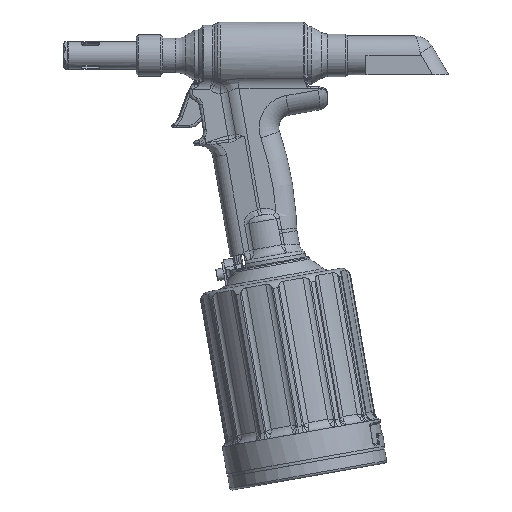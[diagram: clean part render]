
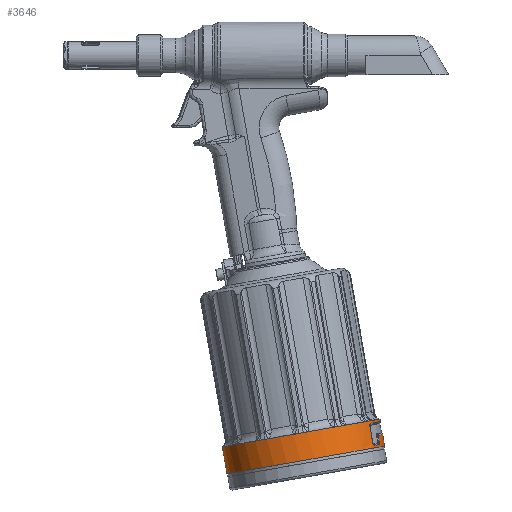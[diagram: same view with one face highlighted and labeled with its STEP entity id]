
A CAD part, front view. The second image highlights one B-rep face of the part: STEP entity #3646.
In plain terms, the highlighted cylindrical face has radius 55.309 mm (diameter 110.617 mm), a partial arc.
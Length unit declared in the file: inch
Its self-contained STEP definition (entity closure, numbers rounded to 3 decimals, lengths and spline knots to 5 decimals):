
#517=FACE_BOUND('',#5760,.T.);
#518=FACE_BOUND('',#5761,.T.);
#1399=B_SPLINE_CURVE_WITH_KNOTS('',3,(#29448,#29449,#29450,#29451),
 .UNSPECIFIED.,.F.,.F.,(4,4),(0.,1.),.UNSPECIFIED.);
#1402=B_SPLINE_CURVE_WITH_KNOTS('',3,(#29469,#29470,#29471,#29472),
 .UNSPECIFIED.,.F.,.F.,(4,4),(0.,1.),.UNSPECIFIED.);
#1403=B_SPLINE_CURVE_WITH_KNOTS('',3,(#29476,#29477,#29478,#29479),
 .UNSPECIFIED.,.F.,.F.,(4,4),(0.,1.),.UNSPECIFIED.);
#1405=B_SPLINE_CURVE_WITH_KNOTS('',3,(#29490,#29491,#29492,#29493,#29494,
#29495),.UNSPECIFIED.,.F.,.F.,(4,2,4),(0.,0.5,1.),.UNSPECIFIED.);
#1407=B_SPLINE_CURVE_WITH_KNOTS('',3,(#29519,#29520,#29521,#29522),
 .UNSPECIFIED.,.F.,.F.,(4,4),(0.,1.),.UNSPECIFIED.);
#1411=B_SPLINE_CURVE_WITH_KNOTS('',3,(#29543,#29544,#29545,#29546),
 .UNSPECIFIED.,.F.,.F.,(4,4),(0.,1.),.UNSPECIFIED.);
#1413=B_SPLINE_CURVE_WITH_KNOTS('',3,(#29568,#29569,#29570,#29571),
 .UNSPECIFIED.,.F.,.F.,(4,4),(0.,1.),.UNSPECIFIED.);
#1414=B_SPLINE_CURVE_WITH_KNOTS('',3,(#29575,#29576,#29577,#29578),
 .UNSPECIFIED.,.F.,.F.,(4,4),(0.,1.),.UNSPECIFIED.);
#1935=CYLINDRICAL_SURFACE('',#16540,2.1775);
#2458=CIRCLE('',#16057,2.1775);
#2575=CIRCLE('',#16260,2.1775);
#2577=CIRCLE('',#16265,2.1775);
#2580=CIRCLE('',#16274,2.1775);
#2695=CIRCLE('',#16434,2.1775);
#2738=CIRCLE('',#16539,2.1775);
#3646=ADVANCED_FACE('',(#517,#518),#1935,.T.);
#5760=EDGE_LOOP('',(#9480,#9481,#9482,#9483,#9484));
#5761=EDGE_LOOP('',(#9485,#9486,#9487,#9488,#9489,#9490,#9491,#9492,#9493,
#9494,#9495,#9496,#9497,#9498));
#9480=ORIENTED_EDGE('',*,*,#13321,.T.);
#9481=ORIENTED_EDGE('',*,*,#12957,.T.);
#9482=ORIENTED_EDGE('',*,*,#13675,.T.);
#9483=ORIENTED_EDGE('',*,*,#13264,.T.);
#9484=ORIENTED_EDGE('',*,*,#13532,.T.);
#9485=ORIENTED_EDGE('',*,*,#13226,.T.);
#9486=ORIENTED_EDGE('',*,*,#13222,.T.);
#9487=ORIENTED_EDGE('',*,*,#13224,.T.);
#9488=ORIENTED_EDGE('',*,*,#13228,.T.);
#9489=ORIENTED_EDGE('',*,*,#13232,.T.);
#9490=ORIENTED_EDGE('',*,*,#13236,.T.);
#9491=ORIENTED_EDGE('',*,*,#13240,.T.);
#9492=ORIENTED_EDGE('',*,*,#13244,.T.);
#9493=ORIENTED_EDGE('',*,*,#13247,.T.);
#9494=ORIENTED_EDGE('',*,*,#13246,.T.);
#9495=ORIENTED_EDGE('',*,*,#13242,.T.);
#9496=ORIENTED_EDGE('',*,*,#13238,.T.);
#9497=ORIENTED_EDGE('',*,*,#13234,.T.);
#9498=ORIENTED_EDGE('',*,*,#13230,.T.);
#11131=VERTEX_POINT('',#28179);
#11132=VERTEX_POINT('',#28180);
#11316=VERTEX_POINT('',#29442);
#11317=VERTEX_POINT('',#29447);
#11318=VERTEX_POINT('',#29457);
#11319=VERTEX_POINT('',#29461);
#11320=VERTEX_POINT('',#29468);
#11321=VERTEX_POINT('',#29475);
#11322=VERTEX_POINT('',#29485);
#11323=VERTEX_POINT('',#29489);
#11324=VERTEX_POINT('',#29518);
#11325=VERTEX_POINT('',#29528);
#11326=VERTEX_POINT('',#29535);
#11327=VERTEX_POINT('',#29542);
#11328=VERTEX_POINT('',#29567);
#11329=VERTEX_POINT('',#29574);
#11338=VERTEX_POINT('',#29630);
#11340=VERTEX_POINT('',#29661);
#11372=VERTEX_POINT('',#29886);
#12957=EDGE_CURVE('',#11131,#11132,#2458,.T.);
#13222=EDGE_CURVE('',#11316,#11317,#1399,.T.);
#13224=EDGE_CURVE('',#11317,#11318,#14340,.T.);
#13226=EDGE_CURVE('',#11319,#11316,#2575,.T.);
#13228=EDGE_CURVE('',#11318,#11320,#1402,.T.);
#13230=EDGE_CURVE('',#11321,#11319,#1403,.T.);
#13232=EDGE_CURVE('',#11320,#11322,#2577,.T.);
#13234=EDGE_CURVE('',#11323,#11321,#1405,.T.);
#13236=EDGE_CURVE('',#11322,#11324,#1407,.T.);
#13238=EDGE_CURVE('',#11325,#11323,#14341,.T.);
#13240=EDGE_CURVE('',#11324,#11326,#14342,.T.);
#13242=EDGE_CURVE('',#11327,#11325,#1411,.T.);
#13244=EDGE_CURVE('',#11326,#11328,#1413,.T.);
#13246=EDGE_CURVE('',#11329,#11327,#1414,.T.);
#13247=EDGE_CURVE('',#11328,#11329,#2580,.T.);
#13264=EDGE_CURVE('',#11340,#11338,#14347,.T.);
#13321=EDGE_CURVE('',#11372,#11131,#14374,.T.);
#13532=EDGE_CURVE('',#11338,#11372,#2695,.T.);
#13675=EDGE_CURVE('',#11132,#11340,#2738,.T.);
#14340=LINE('',#29458,#14929);
#14341=LINE('',#29529,#14930);
#14342=LINE('',#29536,#14931);
#14347=LINE('',#29660,#14936);
#14374=LINE('',#29885,#14963);
#14929=VECTOR('',#19416,1.);
#14930=VECTOR('',#19439,1.);
#14931=VECTOR('',#19442,1.);
#14936=VECTOR('',#19485,1.);
#14963=VECTOR('',#19604,1.);
#16057=AXIS2_PLACEMENT_3D('',#28178,#18968,#18969);
#16260=AXIS2_PLACEMENT_3D('',#29462,#19421,#19422);
#16265=AXIS2_PLACEMENT_3D('',#29486,#19431,#19432);
#16274=AXIS2_PLACEMENT_3D('',#29580,#19451,#19452);
#16434=AXIS2_PLACEMENT_3D('',#31665,#19806,#19807);
#16539=AXIS2_PLACEMENT_3D('',#32310,#20076,#20077);
#16540=AXIS2_PLACEMENT_3D('',#32311,#20078,#20079);
#18968=DIRECTION('',(-0.174,0.,0.985));
#18969=DIRECTION('',(0.,1.,0.));
#19416=DIRECTION('',(-0.174,0.,0.985));
#19421=DIRECTION('',(0.174,0.,-0.985));
#19422=DIRECTION('',(0.,1.,0.));
#19431=DIRECTION('',(-0.174,0.,0.985));
#19432=DIRECTION('',(0.,-1.,0.));
#19439=DIRECTION('',(0.174,0.,-0.985));
#19442=DIRECTION('',(0.174,0.,-0.985));
#19451=DIRECTION('',(0.174,0.,-0.985));
#19452=DIRECTION('',(0.,1.,0.));
#19485=DIRECTION('',(-0.174,0.,0.985));
#19604=DIRECTION('',(0.174,0.,-0.985));
#19806=DIRECTION('',(0.174,0.,-0.985));
#19807=DIRECTION('',(0.,1.,0.));
#20076=DIRECTION('',(-0.174,0.,0.985));
#20077=DIRECTION('',(0.,1.,0.));
#20078=DIRECTION('',(0.174,0.,-0.985));
#20079=DIRECTION('',(0.,1.,0.));
#28178=CARTESIAN_POINT('',(2.98235,0.,-10.98159));
#28179=CARTESIAN_POINT('',(1.76029,1.78931,-11.19707));
#28180=CARTESIAN_POINT('',(1.67375,1.72506,-11.21233));
#29442=CARTESIAN_POINT('',(4.85533,-1.03922,-10.58431));
#29447=CARTESIAN_POINT('',(4.79792,-1.11498,-10.50711));
#29448=CARTESIAN_POINT('',(4.85533,-1.03922,-10.58431));
#29449=CARTESIAN_POINT('',(4.83277,-1.0814,-10.58829));
#29450=CARTESIAN_POINT('',(4.80619,-1.11498,-10.554));
#29451=CARTESIAN_POINT('',(4.79792,-1.11498,-10.50711));
#29457=CARTESIAN_POINT('',(4.72152,-1.11498,-10.0738));
#29458=CARTESIAN_POINT('',(5.29895,-1.11498,-13.3486));
#29461=CARTESIAN_POINT('',(4.9557,-0.82435,-10.56661));
#29462=CARTESIAN_POINT('',(2.97089,0.,-10.91659));
#29468=CARTESIAN_POINT('',(4.74906,-1.03922,-9.98162));
#29469=CARTESIAN_POINT('',(4.72152,-1.11498,-10.0738));
#29470=CARTESIAN_POINT('',(4.71325,-1.11498,-10.02693));
#29471=CARTESIAN_POINT('',(4.72649,-1.08141,-9.9856));
#29472=CARTESIAN_POINT('',(4.74906,-1.03922,-9.98162));
#29475=CARTESIAN_POINT('',(4.95716,-0.82069,-10.56628));
#29476=CARTESIAN_POINT('',(4.95716,-0.82069,-10.56628));
#29477=CARTESIAN_POINT('',(4.95668,-0.82191,-10.56641));
#29478=CARTESIAN_POINT('',(4.95619,-0.82313,-10.56653));
#29479=CARTESIAN_POINT('',(4.9557,-0.82435,-10.56661));
#29485=CARTESIAN_POINT('',(4.74906,1.03922,-9.98162));
#29486=CARTESIAN_POINT('',(2.86462,0.,-10.3139));
#29489=CARTESIAN_POINT('',(4.97369,-0.73734,-10.47612));
#29490=CARTESIAN_POINT('',(4.97369,-0.73734,-10.47612));
#29491=CARTESIAN_POINT('',(4.97781,-0.73734,-10.49948));
#29492=CARTESIAN_POINT('',(4.97818,-0.74679,-10.5209));
#29493=CARTESIAN_POINT('',(4.9719,-0.77877,-10.55414));
#29494=CARTESIAN_POINT('',(4.96603,-0.79811,-10.56371));
#29495=CARTESIAN_POINT('',(4.95716,-0.82069,-10.56628));
#29518=CARTESIAN_POINT('',(4.72152,1.11498,-10.0738));
#29519=CARTESIAN_POINT('',(4.74906,1.03922,-9.98162));
#29520=CARTESIAN_POINT('',(4.7265,1.0814,-9.9856));
#29521=CARTESIAN_POINT('',(4.71325,1.11498,-10.02691));
#29522=CARTESIAN_POINT('',(4.72152,1.11498,-10.0738));
#29528=CARTESIAN_POINT('',(4.95008,-0.73734,-10.34219));
#29529=CARTESIAN_POINT('',(5.47472,-0.73734,-13.31761));
#29535=CARTESIAN_POINT('',(4.75486,1.11498,-10.26288));
#29536=CARTESIAN_POINT('',(5.29895,1.11498,-13.3486));
#29542=CARTESIAN_POINT('',(4.95427,-0.71232,-10.31508));
#29543=CARTESIAN_POINT('',(4.95427,-0.71232,-10.31508));
#29544=CARTESIAN_POINT('',(4.94985,-0.72562,-10.31654));
#29545=CARTESIAN_POINT('',(4.94773,-0.73726,-10.32871));
#29546=CARTESIAN_POINT('',(4.95008,-0.73734,-10.34219));
#29567=CARTESIAN_POINT('',(4.81227,1.03922,-10.34008));
#29568=CARTESIAN_POINT('',(4.75486,1.11498,-10.26288));
#29569=CARTESIAN_POINT('',(4.76312,1.11498,-10.30975));
#29570=CARTESIAN_POINT('',(4.7897,1.08141,-10.34406));
#29571=CARTESIAN_POINT('',(4.81227,1.03922,-10.34008));
#29574=CARTESIAN_POINT('',(4.95477,-0.71081,-10.31495));
#29575=CARTESIAN_POINT('',(4.95477,-0.71081,-10.31495));
#29576=CARTESIAN_POINT('',(4.9546,-0.71131,-10.31498));
#29577=CARTESIAN_POINT('',(4.95443,-0.71182,-10.31502));
#29578=CARTESIAN_POINT('',(4.95427,-0.71232,-10.31508));
#29580=CARTESIAN_POINT('',(2.92782,0.,-10.67236));
#29630=CARTESIAN_POINT('',(2.70169,2.17207,-10.27482));
#29660=CARTESIAN_POINT('',(3.30566,2.17207,-13.70008));
#29661=CARTESIAN_POINT('',(2.83102,2.17207,-11.00827));
#29885=CARTESIAN_POINT('',(1.6627,1.78931,-10.64362));
#29886=CARTESIAN_POINT('',(1.63096,1.78931,-10.46362));
#31665=CARTESIAN_POINT('',(2.85302,0.,-10.24814));
#32310=CARTESIAN_POINT('',(2.98235,0.,-10.98159));
#32311=CARTESIAN_POINT('',(3.45699,0.,-13.67339));
